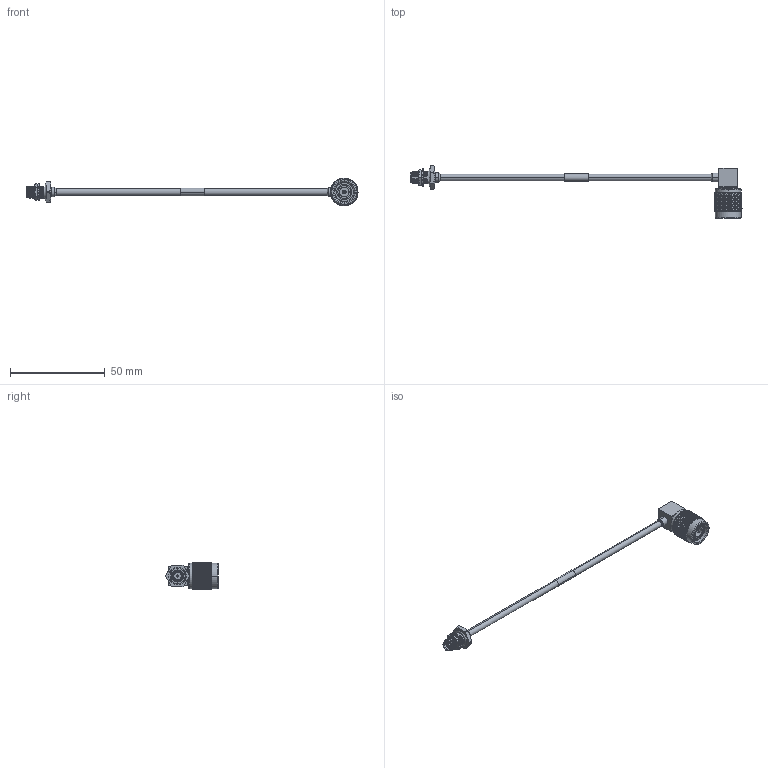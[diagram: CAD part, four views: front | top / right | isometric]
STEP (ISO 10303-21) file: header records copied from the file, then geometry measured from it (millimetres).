
FILE_DESCRIPTION (( 'STEP AP214' ), '1' );
FILE_NAME ('LCCA30435.step', '2020-05-01T19:53:20', ( '' ), ( '' ), 'SwSTEP 2.0', 'SolidWorks 2018', '' );
FILE_SCHEMA (( 'AUTOMOTIVE_DESIGN' ));
Length unit declared in the file: inch
Products named in the file (7): solder plug left^LCCA30435; 1AW01-003_.152 ID; LC141TB (141 FORMABLE); LCCA30435; solder plug right^LCCA30435; LCCN3061; LCCN3049
Assembly tree (6 placements, depth 2):
  LCCA30435
    LC141TB (141 FORMABLE)
    LCCN3049
    solder plug left^LCCA30435
    1AW01-003_.152 ID
    LCCN3061
    solder plug right^LCCA30435
Bounding box: 174.99 x 27.75 x 14.5 mm (x, y, z)
Volume: 4972.2 mm3; surface area: 5740.2 mm2
Topology: 10 solids, 10 shells, 2887 faces, 6300 edges, 3443 vertices
Faces by surface type: bspline 2088, cylinder 643, plane 94, cone 50, torus 8, sphere 4
Entity records: 126921 total; most frequent: CARTESIAN_POINT 85187, ORIENTED_EDGE 12600, EDGE_CURVE 6300, VERTEX_POINT 3443, EDGE_LOOP 2911, ADVANCED_FACE 2887, FACE_OUTER_BOUND 2887, DIRECTION 2827
